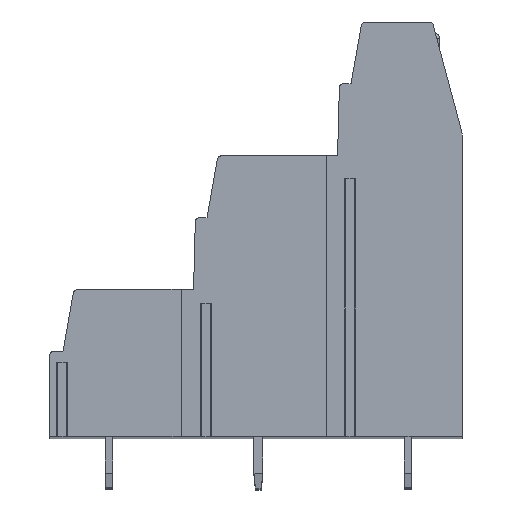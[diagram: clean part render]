
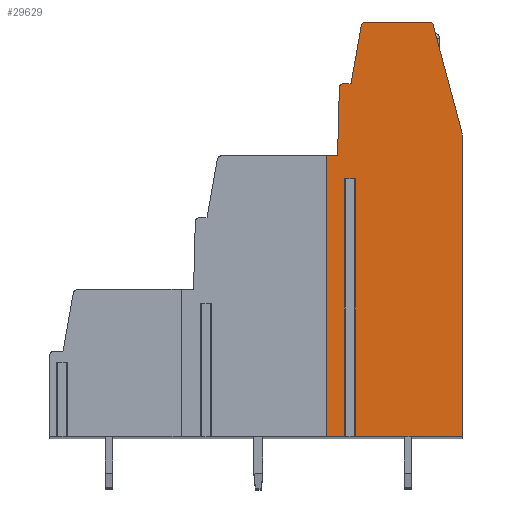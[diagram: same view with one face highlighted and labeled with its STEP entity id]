
A CAD part, top view. The second image highlights one B-rep face of the part: STEP entity #29629.
In plain terms, the highlighted planar face has unit normal (0, 0, 1).
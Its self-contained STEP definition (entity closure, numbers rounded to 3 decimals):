
#14=DIRECTION('',(-1.,0.,0.));
#15=VECTOR('',#14,0.743);
#16=CARTESIAN_POINT('',(1.908,2.65,78.74));
#17=LINE('',#16,#15);
#18=DIRECTION('',(0.,-1.,0.));
#19=VECTOR('',#18,17.55);
#20=CARTESIAN_POINT('',(1.165,2.65,78.74));
#21=LINE('',#20,#19);
#22=DIRECTION('',(1.,0.,0.));
#23=VECTOR('',#22,1.228);
#24=CARTESIAN_POINT('',(-0.063,-14.9,78.74));
#25=LINE('',#24,#23);
#26=DIRECTION('',(-1.,0.,0.));
#27=VECTOR('',#26,0.75);
#28=CARTESIAN_POINT('',(0.687,4.2,78.74));
#29=LINE('',#28,#27);
#30=DIRECTION('',(-0.026,-1.,0.));
#31=VECTOR('',#30,4.609);
#32=CARTESIAN_POINT('',(0.808,8.808,78.74));
#33=LINE('',#32,#31);
#34=CARTESIAN_POINT('',(1.108,8.8,78.74));
#35=DIRECTION('',(0.,0.,1.));
#36=DIRECTION('',(0.,1.,0.));
#37=AXIS2_PLACEMENT_3D('',#34,#35,#36);
#39=DIRECTION('',(-1.,0.,0.));
#40=VECTOR('',#39,0.497);
#41=CARTESIAN_POINT('',(1.605,9.1,78.74));
#42=LINE('',#41,#40);
#43=DIRECTION('',(-0.174,-0.985,0.));
#44=VECTOR('',#43,4.013);
#45=CARTESIAN_POINT('',(2.301,13.052,78.74));
#46=LINE('',#45,#44);
#47=CARTESIAN_POINT('',(2.597,13.,78.74));
#48=DIRECTION('',(0.,0.,1.));
#49=DIRECTION('',(0.,1.,0.));
#50=AXIS2_PLACEMENT_3D('',#47,#48,#49);
#52=DIRECTION('',(-1.,0.,0.));
#53=VECTOR('',#52,4.31);
#54=CARTESIAN_POINT('',(6.907,13.3,78.74));
#55=LINE('',#54,#53);
#56=CARTESIAN_POINT('',(6.907,13.,78.74));
#57=DIRECTION('',(0.,0.,1.));
#58=DIRECTION('',(0.966,0.259,0.));
#59=AXIS2_PLACEMENT_3D('',#56,#57,#58);
#61=CARTESIAN_POINT('',(8.187,5.518,78.74));
#62=DIRECTION('',(0.,0.,1.));
#63=DIRECTION('',(1.,0.,0.));
#64=AXIS2_PLACEMENT_3D('',#61,#62,#63);
#66=DIRECTION('',(0.,1.,0.));
#67=VECTOR('',#66,20.418);
#68=CARTESIAN_POINT('',(9.187,-14.9,78.74));
#69=LINE('',#68,#67);
#70=DIRECTION('',(1.,0.,0.));
#71=VECTOR('',#70,7.279);
#72=CARTESIAN_POINT('',(1.908,-14.9,78.74));
#73=LINE('',#72,#71);
#74=DIRECTION('',(0.,-1.,0.));
#75=VECTOR('',#74,17.55);
#76=CARTESIAN_POINT('',(1.908,2.65,78.74));
#77=LINE('',#76,#75);
#9424=DIRECTION('',(-0.259,0.966,0.));
#9425=VECTOR('',#9424,7.558);
#9426=CARTESIAN_POINT('',(9.153,5.777,78.74));
#9427=LINE('',#9426,#9425);
#15870=DIRECTION('',(0.,-1.,0.));
#15871=VECTOR('',#15870,19.1);
#15872=CARTESIAN_POINT('',(-0.063,4.2,78.74));
#15873=LINE('',#15872,#15871);
#23338=CARTESIAN_POINT('',(9.187,-14.9,78.74));
#23339=CARTESIAN_POINT('',(9.187,5.518,78.74));
#23340=VERTEX_POINT('',#23338);
#23341=VERTEX_POINT('',#23339);
#23342=CARTESIAN_POINT('',(9.153,5.777,78.74));
#23343=VERTEX_POINT('',#23342);
#23344=CARTESIAN_POINT('',(7.197,13.078,78.74));
#23345=CARTESIAN_POINT('',(6.907,13.3,78.74));
#23346=VERTEX_POINT('',#23344);
#23347=VERTEX_POINT('',#23345);
#23348=CARTESIAN_POINT('',(2.597,13.3,78.74));
#23349=VERTEX_POINT('',#23348);
#23350=CARTESIAN_POINT('',(2.301,13.052,78.74));
#23351=VERTEX_POINT('',#23350);
#23352=CARTESIAN_POINT('',(1.605,9.1,78.74));
#23353=VERTEX_POINT('',#23352);
#23354=CARTESIAN_POINT('',(1.108,9.1,78.74));
#23355=VERTEX_POINT('',#23354);
#23356=CARTESIAN_POINT('',(0.808,8.808,78.74));
#23357=VERTEX_POINT('',#23356);
#23358=CARTESIAN_POINT('',(0.687,4.2,78.74));
#23359=VERTEX_POINT('',#23358);
#23398=CARTESIAN_POINT('',(-0.063,-14.9,78.74));
#23400=VERTEX_POINT('',#23398);
#23406=CARTESIAN_POINT('',(-0.063,4.2,78.74));
#23407=VERTEX_POINT('',#23406);
#23454=CARTESIAN_POINT('',(1.908,2.65,78.74));
#23455=CARTESIAN_POINT('',(1.165,2.65,78.74));
#23456=VERTEX_POINT('',#23454);
#23457=VERTEX_POINT('',#23455);
#23458=CARTESIAN_POINT('',(1.908,-14.9,78.74));
#23459=VERTEX_POINT('',#23458);
#23460=CARTESIAN_POINT('',(1.165,-14.9,78.74));
#23461=VERTEX_POINT('',#23460);
#29588=CARTESIAN_POINT('',(0.,0.,78.74));
#29589=DIRECTION('',(0.,0.,1.));
#29590=DIRECTION('',(1.,0.,0.));
#29591=AXIS2_PLACEMENT_3D('',#29588,#29589,#29590);
#29592=PLANE('',#29591);
#29594=ORIENTED_EDGE('',*,*,#29593,.T.);
#29596=ORIENTED_EDGE('',*,*,#29595,.T.);
#29598=ORIENTED_EDGE('',*,*,#29597,.F.);
#29600=ORIENTED_EDGE('',*,*,#29599,.F.);
#29602=ORIENTED_EDGE('',*,*,#29601,.F.);
#29604=ORIENTED_EDGE('',*,*,#29603,.F.);
#29606=ORIENTED_EDGE('',*,*,#29605,.F.);
#29608=ORIENTED_EDGE('',*,*,#29607,.F.);
#29610=ORIENTED_EDGE('',*,*,#29609,.F.);
#29612=ORIENTED_EDGE('',*,*,#29611,.F.);
#29614=ORIENTED_EDGE('',*,*,#29613,.F.);
#29616=ORIENTED_EDGE('',*,*,#29615,.F.);
#29618=ORIENTED_EDGE('',*,*,#29617,.F.);
#29620=ORIENTED_EDGE('',*,*,#29619,.F.);
#29622=ORIENTED_EDGE('',*,*,#29621,.F.);
#29624=ORIENTED_EDGE('',*,*,#29623,.F.);
#29626=ORIENTED_EDGE('',*,*,#29625,.F.);
#29627=EDGE_LOOP('',(#29594,#29596,#29598,#29600,#29602,#29604,#29606,#29608,
#29610,#29612,#29614,#29616,#29618,#29620,#29622,#29624,#29626));
#29628=FACE_OUTER_BOUND('',#29627,.F.);
#38=CIRCLE('',#37,0.3);
#51=CIRCLE('',#50,0.3);
#60=CIRCLE('',#59,0.3);
#65=CIRCLE('',#64,1.);
#29593=EDGE_CURVE('',#23456,#23457,#17,.T.);
#29595=EDGE_CURVE('',#23457,#23461,#21,.T.);
#29597=EDGE_CURVE('',#23400,#23461,#25,.T.);
#29599=EDGE_CURVE('',#23407,#23400,#15873,.T.);
#29601=EDGE_CURVE('',#23359,#23407,#29,.T.);
#29603=EDGE_CURVE('',#23357,#23359,#33,.T.);
#29605=EDGE_CURVE('',#23355,#23357,#38,.T.);
#29607=EDGE_CURVE('',#23353,#23355,#42,.T.);
#29609=EDGE_CURVE('',#23351,#23353,#46,.T.);
#29611=EDGE_CURVE('',#23349,#23351,#51,.T.);
#29613=EDGE_CURVE('',#23347,#23349,#55,.T.);
#29615=EDGE_CURVE('',#23346,#23347,#60,.T.);
#29617=EDGE_CURVE('',#23343,#23346,#9427,.T.);
#29619=EDGE_CURVE('',#23341,#23343,#65,.T.);
#29621=EDGE_CURVE('',#23340,#23341,#69,.T.);
#29623=EDGE_CURVE('',#23459,#23340,#73,.T.);
#29625=EDGE_CURVE('',#23456,#23459,#77,.T.);
#29629=ADVANCED_FACE('',(#29628),#29592,.T.);
